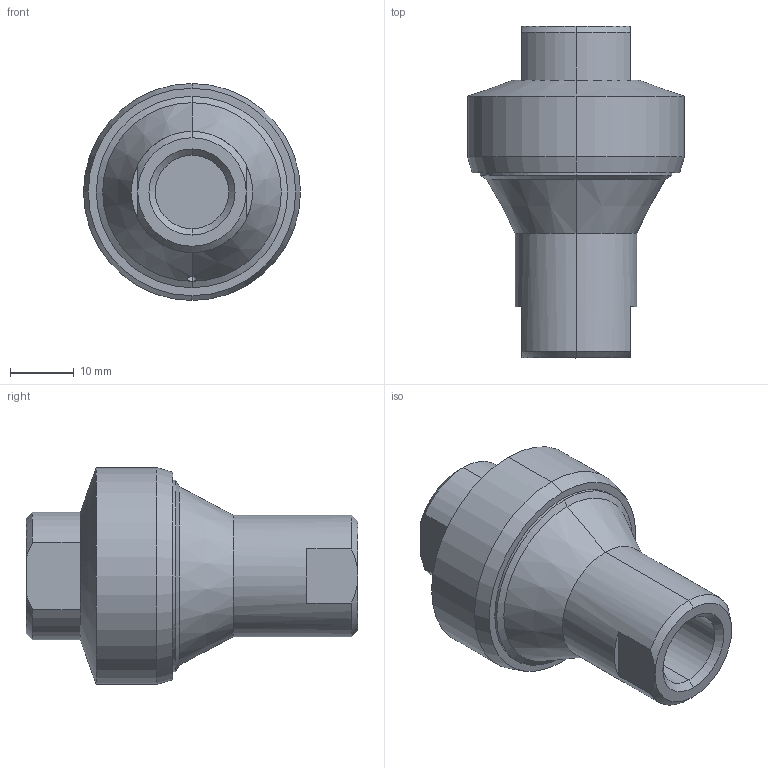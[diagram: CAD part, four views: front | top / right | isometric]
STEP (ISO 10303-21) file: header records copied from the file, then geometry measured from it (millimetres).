
FILE_DESCRIPTION (( 'STEP AP214' ), '1' );
FILE_NAME ('1705147 tri-in-line fluidreg g1-4 2.0bar.STEP', '2021-10-25T12:56:23', ( '' ), ( '' ), 'SwSTEP 2.0', 'SolidWorks 2021', '' );
FILE_SCHEMA (( 'AUTOMOTIVE_DESIGN' ));
Length unit declared in the file: millimetre
Products named in the file (1): 1705147 tri-in-line fluidreg g1-4 2.0bar
Bounding box: 34 x 52 x 34 mm (x, y, z)
Volume: 22247.1 mm3; surface area: 5882.3 mm2
Topology: 1 solids, 1 shells, 47 faces, 100 edges, 58 vertices
Faces by surface type: cone 19, cylinder 15, plane 13
Entity records: 1802 total; most frequent: CARTESIAN_POINT 294, DIRECTION 231, ORIENTED_EDGE 200, EDGE_CURVE 100, AXIS2_PLACEMENT_3D 95, VERTEX_POINT 58, EDGE_LOOP 50, FACE_OUTER_BOUND 47
